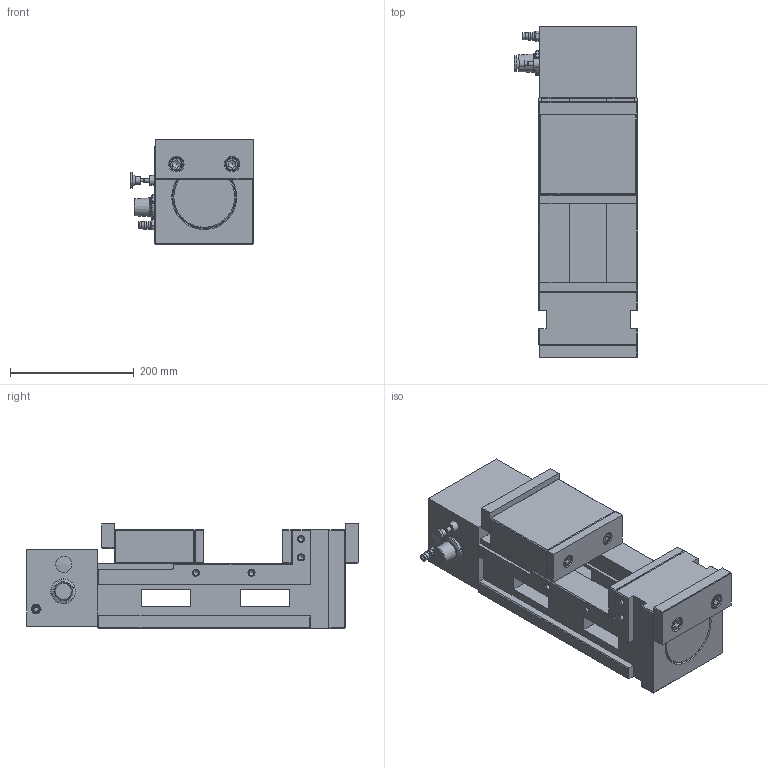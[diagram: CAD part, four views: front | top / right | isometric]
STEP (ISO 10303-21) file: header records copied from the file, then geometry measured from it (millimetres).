
FILE_DESCRIPTION(/* description */ (''),/* implementation_level */ '2;1');
FILE_NAME(/* name */ '1AMP160GA0101.stp',/* time_stamp */ '2020-01-31T15:13:12+08:00',/* author */ ('AUTOWELL002'),/* organization */ (''),/* preprocessor_version */ 'ST-DEVELOPER v17',/* originating_system */ 'Autodesk Inventor 2019',/* authorisation */ '');
FILE_SCHEMA (('AUTOMOTIVE_DESIGN { 1 0 10303 214 3 1 1 }'));
Length unit declared in the file: millimetre
Products named in the file (16): 組合1; 零件1; 零件2; 零件3; 07; 零件21; 調整旋鈕; 零件20; 手拉式控制閥; 零件14; 零件16; AMP-6402-2; AMP-6403; ANSI B18.3.1M - M14x2 x 30; ANSI B18.3.1M - M10x1.5 x 20; 3AMP640101
Assembly tree (22 placements, depth 2):
  組合1
    零件1
    零件2
    零件3
    07
    零件21
    調整旋鈕
    零件20
    手拉式控制閥
    零件14
    零件16
    AMP-6402-2
    AMP-6403
    ANSI B18.3.1M - M10x1.5 x 20  x6
    ANSI B18.3.1M - M14x2 x 30  x2
    3AMP640101  x2
Bounding box: 199.49 x 536.25 x 170 mm (x, y, z)
Volume: 8711682.7 mm3; surface area: 774755 mm2
Topology: 22 solids, 22 shells, 667 faces, 1741 edges, 1138 vertices
Faces by surface type: plane 392, cylinder 124, cone 108, torus 28, sphere 10, bspline 5
Full cylindrical faces by diameter (mm): 4.134 x1, 4.9 x2, 5 x1, 7 x1, 7.3 x1, 7.95 x5, 8.376 x14, 8.566 x4, 8.9 x1, 10 x7, 10.106 x1, 11 x1, 11.1 x1, 11.835 x4, 12 x7, 13 x3, 14 x2, 15 x2, 16 x7, 17 x4, 18 x6, 21 x2, 22 x2, 26 x1, 27 x1, 30 x2, 40.5 x1, 41.6 x1, 102 x2
Entity records: 17998 total; most frequent: CARTESIAN_POINT 3551, DIRECTION 2961, ORIENTED_EDGE 2812, EDGE_CURVE 1406, AXIS2_PLACEMENT_3D 1053, VERTEX_POINT 928, LINE 855, VECTOR 855
